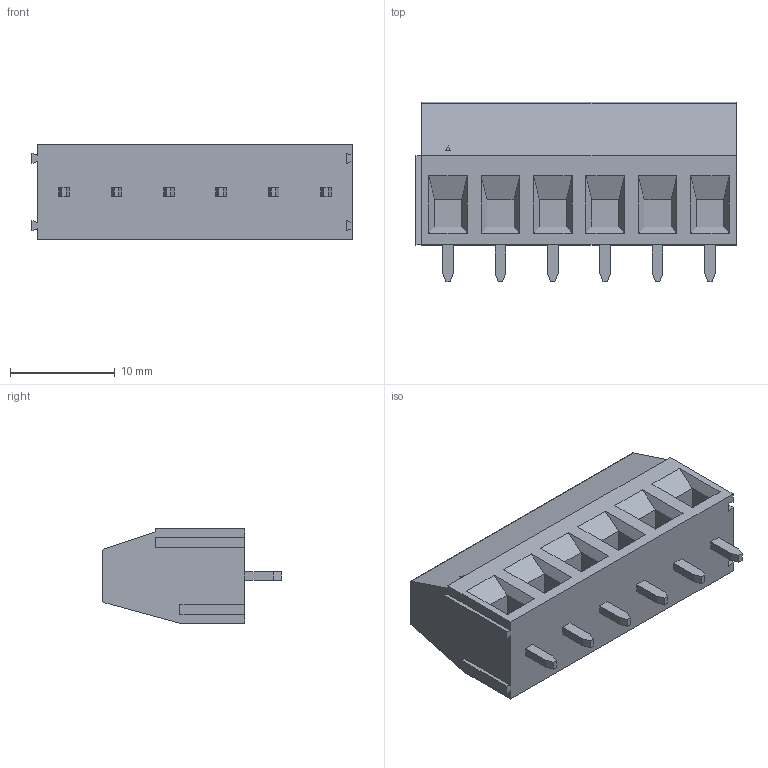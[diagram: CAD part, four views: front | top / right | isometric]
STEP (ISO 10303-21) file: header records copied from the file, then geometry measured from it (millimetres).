
FILE_DESCRIPTION (( 'STEP AP214' ), '1' );
FILE_NAME ('DG125-5.0-06P-14-00AH.STEP', '2021-01-11T18:57:09', ( '' ), ( '' ), 'SwSTEP 2.0', 'SolidWorks 2020', '' );
FILE_SCHEMA (( 'AUTOMOTIVE_DESIGN' ));
Length unit declared in the file: millimetre
Products named in the file (1): DG125-5.0-06P-14-00AH
Bounding box: 30.57 x 17.1 x 9 mm (x, y, z)
Volume: 2878.7 mm3; surface area: 2341.6 mm2
Topology: 1 solids, 1 shells, 644 faces, 1648 edges, 1066 vertices
Faces by surface type: plane 357, bspline 179, cylinder 58, torus 30, cone 20
Entity records: 32879 total; most frequent: CARTESIAN_POINT 13634, ORIENTED_EDGE 3296, DIRECTION 2442, EDGE_CURVE 1648, VERTEX_POINT 1066, VECTOR 1046, LINE 1046, EDGE_LOOP 704
